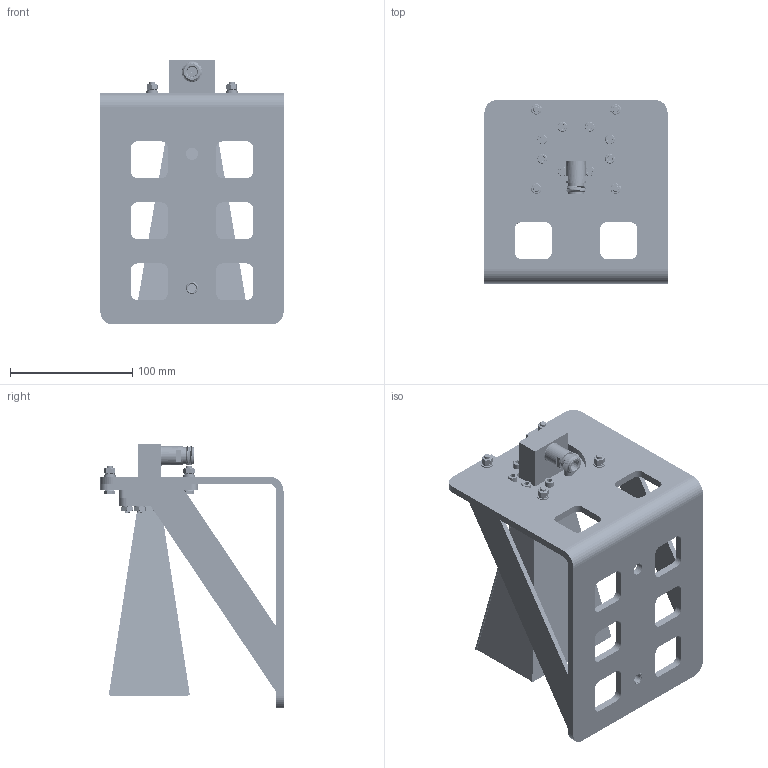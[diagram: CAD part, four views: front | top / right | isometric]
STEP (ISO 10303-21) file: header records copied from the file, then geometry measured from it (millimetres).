
FILE_DESCRIPTION (( 'STEP AP214' ), '1' );
FILE_NAME ('FM2WAN137-15NF_3D.step', '2024-07-17T23:27:54', ( '' ), ( '' ), 'SwSTEP 2.0', 'SolidWorks 2022', '' );
FILE_SCHEMA (( 'AUTOMOTIVE_DESIGN' ));
Length unit declared in the file: inch
Products named in the file (14): FMWCA1017^FM2WAN137-15NF; 10-LW^FM2WAN137-15NF; FMWAN137-LMT^FM2WAN137-15NF; Screw 10-32SHx.9375^FM2WAN137-15NF_92196A269; FM9859B-15-CPRG^FM2WAN137-15NF; Copy of HD-ZJL70D-R ÂÝÄ¸^FMWAN137-LMT_FM2WAN137-15NF; Copy of HD-ZJL70X 0-01 Á¬½Ó°å^FMWAN137-LMT_FM2WAN137-15NF; Copy of plain washers-n series-grade a gb_GB_FASTENER_WASHER_PWNA 5^FMWAN137-LMT_FM2WAN137-15NF; Copy of HD-ZJL70D-R^FMWAN137-LMT_FM2WAN137-15NF; 10-32HN-NARROW^FM2WAN137-15NF_90730A007; FM2WAN137-15NF_3D; Copy of spring lock washers--normal type gb_GB_FASTENER_WASHER_SW 5^FMWAN137-LMT_FM2WAN137-15NF; Copy of hexagon head bolts-full thread gb_GB_FASTENER_BOLT_STBAB A M5X20-N^FMWAN137-LMT_FM2WAN137-15NF; Copy of hex nuts, style 1-grades ab gb_GB_FASTENER_NUT_SNAB1 M5-N^FMWAN137-LMT_FM2WAN137-15NF
Assembly tree (46 placements, depth 3):
  FM2WAN137-15NF_3D
    FMWAN137-LMT^FM2WAN137-15NF
      Copy of HD-ZJL70D-R^FMWAN137-LMT_FM2WAN137-15NF
      Copy of HD-ZJL70D-R ÂÝÄ¸^FMWAN137-LMT_FM2WAN137-15NF
      Copy of HD-ZJL70X 0-01 Á¬½Ó°å^FMWAN137-LMT_FM2WAN137-15NF
      Copy of hexagon head bolts-full thread gb_GB_FASTENER_BOLT_STBAB A M5X20-N^FMWAN137-LMT_FM2WAN137-15NF  x4
      Copy of plain washers-n series-grade a gb_GB_FASTENER_WASHER_PWNA 5^FMWAN137-LMT_FM2WAN137-15NF  x4
      Copy of spring lock washers--normal type gb_GB_FASTENER_WASHER_SW 5^FMWAN137-LMT_FM2WAN137-15NF  x4
      Copy of hex nuts, style 1-grades ab gb_GB_FASTENER_NUT_SNAB1 M5-N^FMWAN137-LMT_FM2WAN137-15NF  x4
    FM9859B-15-CPRG^FM2WAN137-15NF
    FMWCA1017^FM2WAN137-15NF
    Screw 10-32SHx.9375^FM2WAN137-15NF_92196A269  x8
    10-LW^FM2WAN137-15NF  x8
    10-32HN-NARROW^FM2WAN137-15NF_90730A007  x8
Bounding box: 150 x 150 x 217.1 mm (x, y, z)
Volume: 400110.8 mm3; surface area: 237471.5 mm2
Topology: 51 solids, 51 shells, 2240 faces, 5925 edges, 3823 vertices
Faces by surface type: cylinder 1335, plane 501, cone 359, bspline 43, torus 2
Entity records: 26994 total; most frequent: CARTESIAN_POINT 9974, ORIENTED_EDGE 3548, DIRECTION 3238, EDGE_CURVE 1774, AXIS2_PLACEMENT_3D 1177, VERTEX_POINT 1158, LINE 884, VECTOR 884
